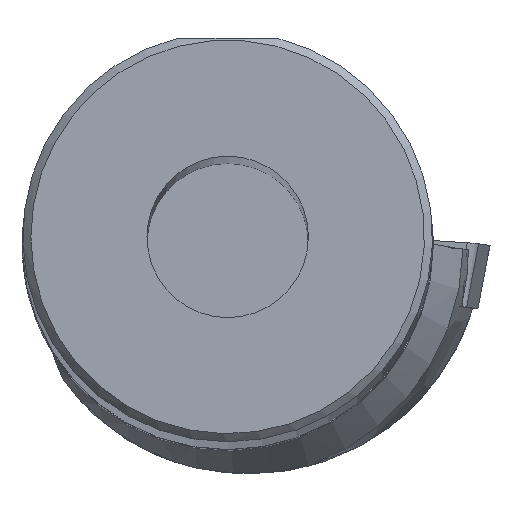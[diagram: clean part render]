
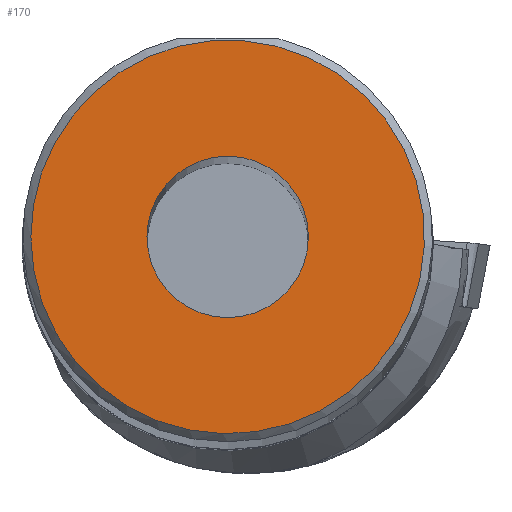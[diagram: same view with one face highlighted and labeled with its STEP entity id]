
A CAD part, top view. The second image highlights one B-rep face of the part: STEP entity #170.
In plain terms, the highlighted planar face has unit normal (0, 0, 1).
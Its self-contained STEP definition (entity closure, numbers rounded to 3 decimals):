
#170=ADVANCED_FACE('',(#295,#296),#197,.T.);
#197=PLANE('',#844);
#295=FACE_BOUND('',#343,.T.);
#296=FACE_BOUND('',#344,.T.);
#343=EDGE_LOOP('',(#473));
#344=EDGE_LOOP('',(#474));
#473=ORIENTED_EDGE('',*,*,#663,.T.);
#474=ORIENTED_EDGE('',*,*,#657,.F.);
#583=VERTEX_POINT('',#1373);
#588=VERTEX_POINT('',#1389);
#657=EDGE_CURVE('',#583,#583,#704,.T.);
#663=EDGE_CURVE('',#588,#588,#707,.T.);
#704=CIRCLE('',#838,12.194);
#707=CIRCLE('',#843,5.);
#838=AXIS2_PLACEMENT_3D('',#1372,#995,#996);
#843=AXIS2_PLACEMENT_3D('',#1388,#1007,#1008);
#844=AXIS2_PLACEMENT_3D('',#1390,#1009,#1010);
#995=DIRECTION('',(0.,0.,-1.));
#996=DIRECTION('',(-1.,0.,0.));
#1007=DIRECTION('',(0.,0.,-1.));
#1008=DIRECTION('',(-1.,0.,0.));
#1009=DIRECTION('',(0.,0.,1.));
#1010=DIRECTION('',(-1.,0.,0.));
#1372=CARTESIAN_POINT('',(0.,0.,0.));
#1373=CARTESIAN_POINT('',(-12.194,0.,0.));
#1388=CARTESIAN_POINT('',(0.,0.,0.));
#1389=CARTESIAN_POINT('',(-5.,0.,0.));
#1390=CARTESIAN_POINT('',(0.,0.,0.));
